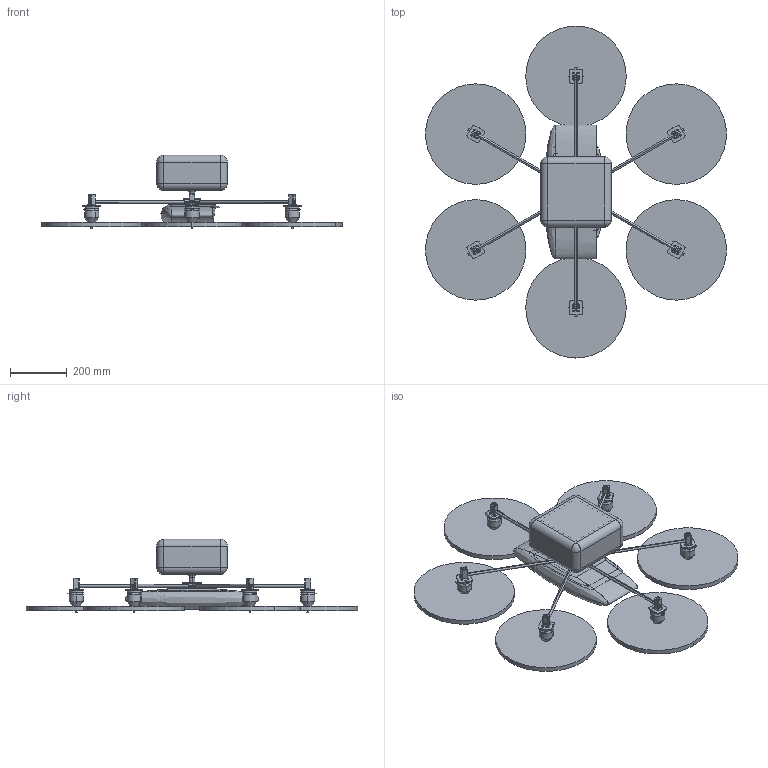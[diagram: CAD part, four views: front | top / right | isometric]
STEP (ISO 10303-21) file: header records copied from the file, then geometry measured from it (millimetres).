
FILE_DESCRIPTION((''),'2;1');
FILE_NAME('UAV_ASM','2023-05-16T15:50:38',('E33734'),(''),'CREO PARAMETRIC BY PTC INC, 2019352','CREO PARAMETRIC BY PTC INC, 2019352','');
FILE_SCHEMA(('CONFIG_CONTROL_DESIGN'));
Length unit declared in the file: millimetre
Products named in the file (38): ORIENT; MAINHUB_1; ARM_809_2; FLANGE_261_2; MOTOR_2; PROPELLER_2; FUSELAGE_1; SENSOR_6; SENSOR_5; SENSOR_3; SENSOR_1; BATTERY_1; SENSOR_2; BATTERY_2; SENSOR_4; ARM_809_6; FLANGE_261_6; MOTOR_6; PROPELLER_6; ARM_809_5; FLANGE_261_5; MOTOR_5; PROPELLER_5; CARGOCASE; CARGO; ARM_809_3; FLANGE_261_3; MOTOR_3; PROPELLER_3; ARM_809_1; FLANGE_261_1; MOTOR_1; PROPELLER_1; ARM_809_4; FLANGE_261_4; MOTOR_4; PROPELLER_4; UAV_ASM
Assembly tree (37 placements, depth 2):
  UAV_ASM
    ORIENT
    MAINHUB_1
    ARM_809_2
    FLANGE_261_2
    MOTOR_2
    PROPELLER_2
    FUSELAGE_1
    SENSOR_6
    SENSOR_5
    SENSOR_3
    SENSOR_1
    BATTERY_1
    SENSOR_2
    BATTERY_2
    SENSOR_4
    ARM_809_6
    FLANGE_261_6
    MOTOR_6
    PROPELLER_6
    ARM_809_5
    FLANGE_261_5
    MOTOR_5
    PROPELLER_5
    CARGOCASE
    CARGO
    ARM_809_3
    FLANGE_261_3
    MOTOR_3
    PROPELLER_3
    ARM_809_1
    FLANGE_261_1
    MOTOR_1
    PROPELLER_1
    ARM_809_4
    FLANGE_261_4
    MOTOR_4
    PROPELLER_4
Bounding box: 1065.27 x 1175.05 x 260.88 mm (x, y, z)
Volume: 24697816.7 mm3; surface area: 2869481.8 mm2
Topology: 55 solids, 57 shells, 890 faces, 1870 edges, 1114 vertices
Faces by surface type: cylinder 460, plane 275, sphere 96, torus 26, cone 24, revolution 6, extrusion 3
Entity records: 26024 total; most frequent: CARTESIAN_POINT 5869, DIRECTION 4469, ORIENTED_EDGE 3732, EDGE_CURVE 1866, AXIS2_PLACEMENT_3D 1775, VERTEX_POINT 1114, EDGE_LOOP 964, VECTOR 913
